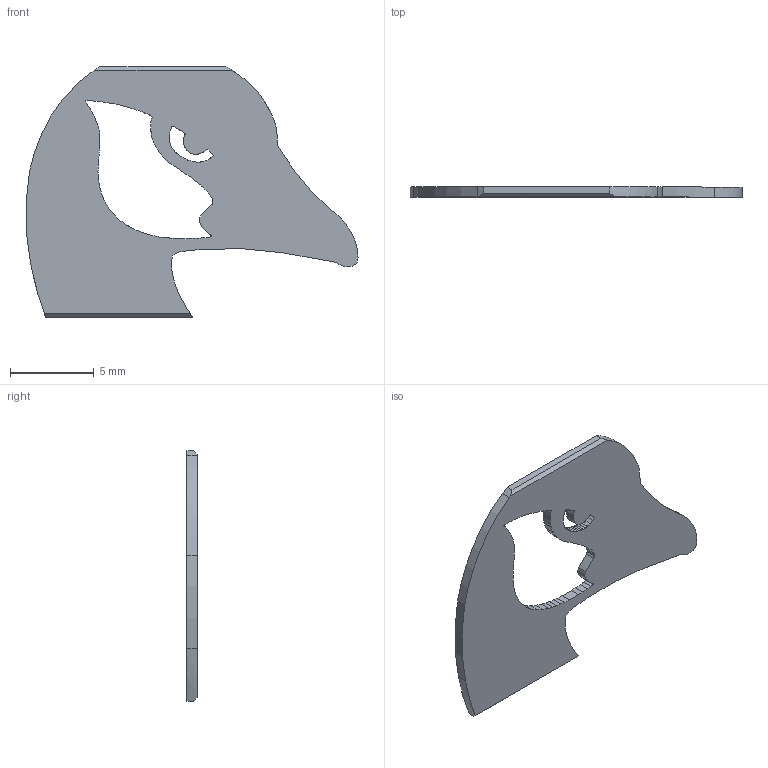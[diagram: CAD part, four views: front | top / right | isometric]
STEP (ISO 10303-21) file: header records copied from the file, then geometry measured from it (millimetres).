
FILE_DESCRIPTION(('FreeCAD Model'),'2;1');
FILE_NAME('Open CASCADE Shape Model','2025-08-12T00:57:44',(''),(''), 'Open CASCADE STEP processor 7.8','FreeCAD','Unknown');
FILE_SCHEMA(('AUTOMOTIVE_DESIGN { 1 0 10303 214 1 1 1 1 }'));
Length unit declared in the file: millimetre
Products named in the file (1): Arm_goose_outline
Bounding box: 19.87 x 0.6 x 15 mm (x, y, z)
Volume: 98.7 mm3; surface area: 386.9 mm2
Topology: 1 solids, 1 shells, 116 faces, 342 edges, 228 vertices
Faces by surface type: extrusion 110, plane 6
Entity records: 9092 total; most frequent: CARTESIAN_POINT 3129, DIRECTION 686, ORIENTED_EDGE 684, PCURVE 684, DEFINITIONAL_REPRESENTATION 684, VECTOR 672, B_SPLINE_CURVE_WITH_KNOTS 574, LINE 562
